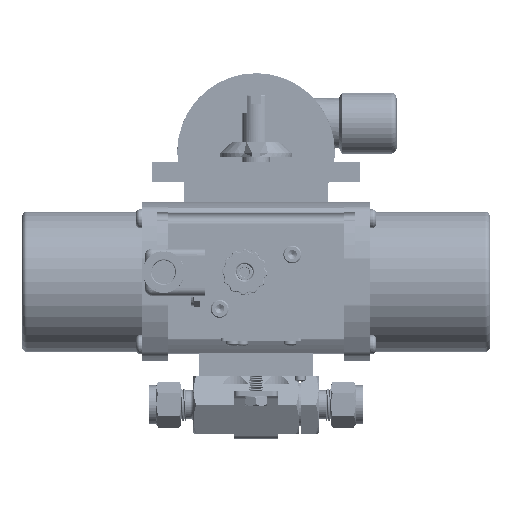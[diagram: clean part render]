
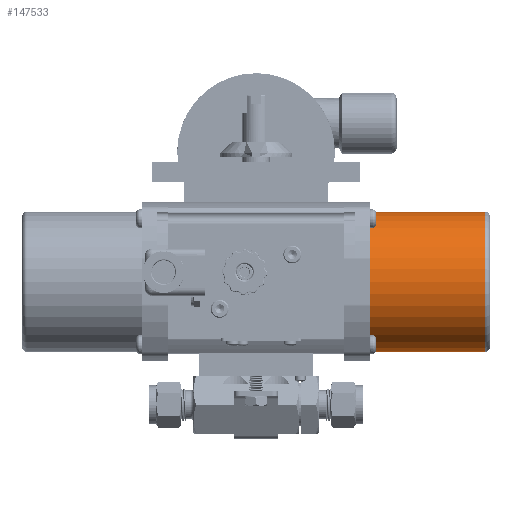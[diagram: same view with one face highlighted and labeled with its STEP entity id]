
A CAD part, top view. The second image highlights one B-rep face of the part: STEP entity #147533.
In plain terms, the highlighted cylindrical face has radius 30.963 mm (diameter 61.925 mm), a partial arc.
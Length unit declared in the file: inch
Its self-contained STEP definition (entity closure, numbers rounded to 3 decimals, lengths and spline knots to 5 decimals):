
#7140 = CIRCLE ( 'NONE', #100187, 1.219 ) ;
#25768 = VERTEX_POINT ( 'NONE', #71699 ) ;
#26092 = VECTOR ( 'NONE', #53338, 39.37008 ) ;
#29607 = CARTESIAN_POINT ( 'NONE',  ( 3.9725, 2.136, 0. ) ) ;
#29769 = CARTESIAN_POINT ( 'NONE',  ( 1.8575, 3.355, 0. ) ) ;
#35640 = AXIS2_PLACEMENT_3D ( 'NONE', #217644, #199196, #112345 ) ;
#37955 = EDGE_CURVE ( 'NONE', #45576, #25768, #201551, .T. ) ;
#41935 = EDGE_LOOP ( 'NONE', ( #156085, #206530, #142609, #76142 ) ) ;
#42272 = EDGE_CURVE ( 'NONE', #208992, #197233, #7140, .T. ) ;
#45576 = VERTEX_POINT ( 'NONE', #29769 ) ;
#47174 = DIRECTION ( 'NONE',  ( 0., -1., 0. ) ) ;
#50432 = EDGE_CURVE ( 'NONE', #197233, #45576, #213117, .T. ) ;
#53338 = DIRECTION ( 'NONE',  ( -1., 0., 0. ) ) ;
#59087 = FACE_OUTER_BOUND ( 'NONE', #41935, .T. ) ;
#64580 = CARTESIAN_POINT ( 'NONE',  ( 1.8575, 2.136, 0. ) ) ;
#71699 = CARTESIAN_POINT ( 'NONE',  ( 1.8575, 0.917, 0. ) ) ;
#76142 = ORIENTED_EDGE ( 'NONE', *, *, #37955, .T. ) ;
#76417 = LINE ( 'NONE', #212550, #211310 ) ;
#82295 = DIRECTION ( 'NONE',  ( 0., -1., 0. ) ) ;
#88802 = CARTESIAN_POINT ( 'NONE',  ( 1.7145, 3.355, 0. ) ) ;
#100187 = AXIS2_PLACEMENT_3D ( 'NONE', #29607, #152719, #47174 ) ;
#100489 = CYLINDRICAL_SURFACE ( 'NONE', #35640, 1.219 ) ;
#100786 = AXIS2_PLACEMENT_3D ( 'NONE', #64580, #187701, #82295 ) ;
#103874 = CARTESIAN_POINT ( 'NONE',  ( 3.9725, 3.355, 0. ) ) ;
#107250 = DIRECTION ( 'NONE',  ( -1., 0., 0. ) ) ;
#112345 = DIRECTION ( 'NONE',  ( 0., 1., 0. ) ) ;
#142609 = ORIENTED_EDGE ( 'NONE', *, *, #50432, .T. ) ;
#147533 = ADVANCED_FACE ( 'NONE', ( #59087 ), #100489, .T. ) ;
#152719 = DIRECTION ( 'NONE',  ( -1., 0., 0. ) ) ;
#156085 = ORIENTED_EDGE ( 'NONE', *, *, #174454, .F. ) ;
#174454 = EDGE_CURVE ( 'NONE', #208992, #25768, #76417, .T. ) ;
#176888 = CARTESIAN_POINT ( 'NONE',  ( 3.9725, 0.917, 0. ) ) ;
#187701 = DIRECTION ( 'NONE',  ( 1., 0., 0. ) ) ;
#197233 = VERTEX_POINT ( 'NONE', #103874 ) ;
#199196 = DIRECTION ( 'NONE',  ( -1., 0., 0. ) ) ;
#201551 = CIRCLE ( 'NONE', #100786, 1.219 ) ;
#206530 = ORIENTED_EDGE ( 'NONE', *, *, #42272, .T. ) ;
#208992 = VERTEX_POINT ( 'NONE', #176888 ) ;
#211310 = VECTOR ( 'NONE', #107250, 39.37008 ) ;
#212550 = CARTESIAN_POINT ( 'NONE',  ( 1.7145, 0.917, 0. ) ) ;
#213117 = LINE ( 'NONE', #88802, #26092 ) ;
#217644 = CARTESIAN_POINT ( 'NONE',  ( 1.7145, 2.136, 0. ) ) ;
